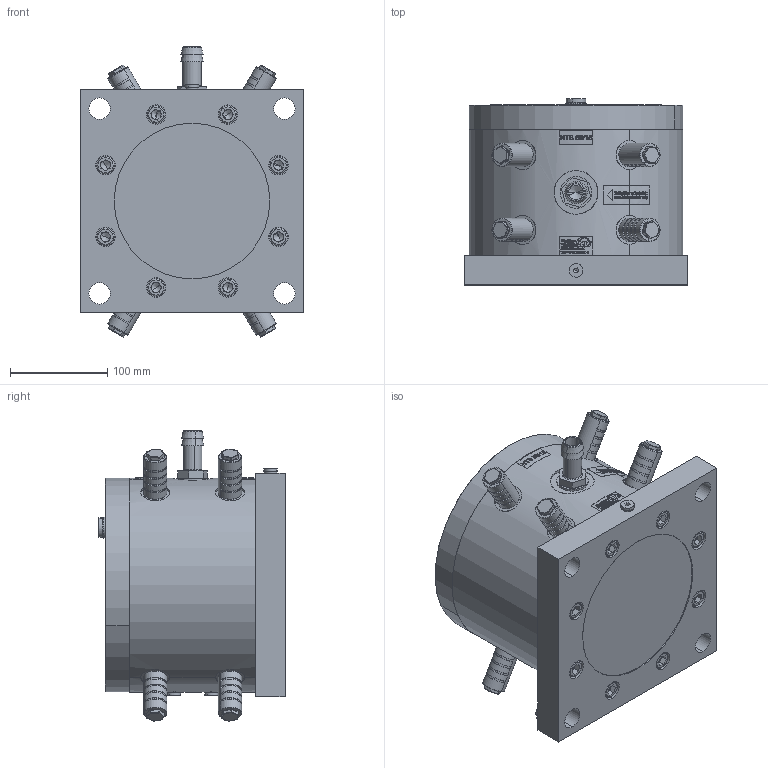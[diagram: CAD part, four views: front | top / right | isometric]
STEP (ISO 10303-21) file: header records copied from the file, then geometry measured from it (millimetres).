
FILE_DESCRIPTION (( 'STEP AP214' ), '1' );
FILE_NAME ('NTS 50-15 Kolbenvibrator #03515000.STEP', '2022-03-18T07:00:29', ( '' ), ( '' ), 'SwSTEP 2.0', 'SolidWorks 2015', '' );
FILE_SCHEMA (( 'AUTOMOTIVE_DESIGN' ));
Length unit declared in the file: millimetre
Products named in the file (1): NTS 50-15 Kolbenvibrator #03515000
Bounding box: 230 x 191.36 x 298.4 mm (x, y, z)
Volume: 7519427.7 mm3; surface area: 544943.7 mm2
Topology: 40 solids, 40 shells, 1700 faces, 4750 edges, 3289 vertices
Faces by surface type: cylinder 713, plane 573, cone 186, torus 164, sphere 64
Entity records: 73382 total; most frequent: CARTESIAN_POINT 27160, ORIENTED_EDGE 9256, DIRECTION 8935, EDGE_CURVE 4628, AXIS2_PLACEMENT_3D 3547, VERTEX_POINT 3289, EDGE_LOOP 2037, CIRCLE 1846
